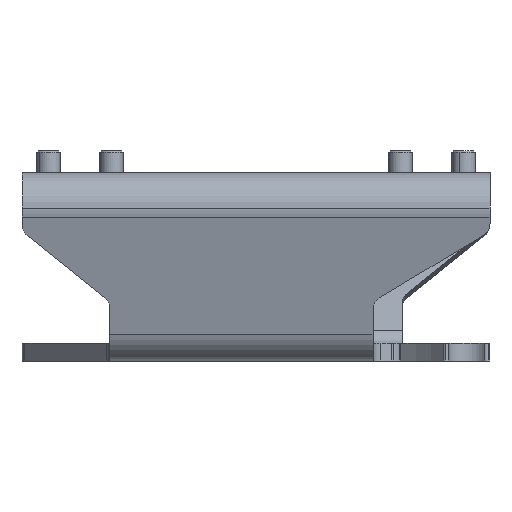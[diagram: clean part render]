
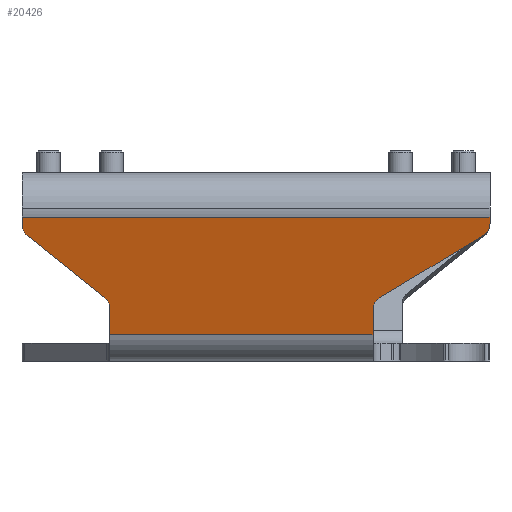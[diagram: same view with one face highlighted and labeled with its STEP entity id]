
A CAD part, front view. The second image highlights one B-rep face of the part: STEP entity #20426.
In plain terms, the highlighted planar face has unit normal (0, -0.966, -0.259).
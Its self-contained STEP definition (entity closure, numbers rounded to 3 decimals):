
#301 = CIRCLE ( 'NONE', #25123, 5. ) ;
#424 = DIRECTION ( 'NONE',  ( 0., -0.259, 0.966 ) ) ;
#546 = ORIENTED_EDGE ( 'NONE', *, *, #14758, .F. ) ;
#1538 = EDGE_CURVE ( 'NONE', #9271, #20039, #24777, .T. ) ;
#2035 = EDGE_CURVE ( 'NONE', #5761, #13255, #4439, .T. ) ;
#2923 = CARTESIAN_POINT ( 'NONE',  ( -50., -138., 4.8 ) ) ;
#3212 = VERTEX_POINT ( 'NONE', #36375 ) ;
#3307 = LINE ( 'NONE', #2923, #17800 ) ;
#3427 = EDGE_CURVE ( 'NONE', #9271, #3212, #16410, .T. ) ;
#3452 = LINE ( 'NONE', #36932, #17943 ) ;
#3602 = CIRCLE ( 'NONE', #20623, 5. ) ;
#3603 = VECTOR ( 'NONE', #37084, 1000. ) ;
#4439 = LINE ( 'NONE', #20402, #28152 ) ;
#5761 = VERTEX_POINT ( 'NONE', #31012 ) ;
#6027 = CARTESIAN_POINT ( 'NONE',  ( 80., -133.376, -12.459 ) ) ;
#6501 = ORIENTED_EDGE ( 'NONE', *, *, #36569, .T. ) ;
#7433 = ORIENTED_EDGE ( 'NONE', *, *, #10775, .T. ) ;
#7508 = LINE ( 'NONE', #24626, #14776 ) ;
#7820 = DIRECTION ( 'NONE',  ( 0., -0.966, -0.259 ) ) ;
#8118 = AXIS2_PLACEMENT_3D ( 'NONE', #18038, #17907, #30239 ) ;
#8173 = VECTOR ( 'NONE', #23150, 1000. ) ;
#8255 = CARTESIAN_POINT ( 'NONE',  ( 75., -133.376, -12.459 ) ) ;
#8426 = CARTESIAN_POINT ( 'NONE',  ( -50., -123.154, -50.606 ) ) ;
#8597 = CARTESIAN_POINT ( 'NONE',  ( 45., -125.471, -41.96 ) ) ;
#8972 = CARTESIAN_POINT ( 'NONE',  ( 40., -125.471, -41.96 ) ) ;
#9002 = AXIS2_PLACEMENT_3D ( 'NONE', #28177, #18965, #424 ) ;
#9271 = VERTEX_POINT ( 'NONE', #21848 ) ;
#9915 = DIRECTION ( 'NONE',  ( 0., 0.259, -0.966 ) ) ;
#10775 = EDGE_CURVE ( 'NONE', #38138, #38325, #38160, .T. ) ;
#11064 = DIRECTION ( 'NONE',  ( -0.848, 0.137, -0.512 ) ) ;
#11344 = DIRECTION ( 'NONE',  ( 0., -0.259, 0.966 ) ) ;
#11513 = CARTESIAN_POINT ( 'NONE',  ( -80., -133.264, -12.873 ) ) ;
#11700 = DIRECTION ( 'NONE',  ( 0., -0.259, 0.966 ) ) ;
#12874 = ORIENTED_EDGE ( 'NONE', *, *, #1538, .T. ) ;
#13166 = CARTESIAN_POINT ( 'NONE',  ( 80., -138., 4.8 ) ) ;
#13255 = VERTEX_POINT ( 'NONE', #31644 ) ;
#13477 = EDGE_CURVE ( 'NONE', #5761, #31964, #3602, .T. ) ;
#13755 = CARTESIAN_POINT ( 'NONE',  ( -80., -133.952, -10.306 ) ) ;
#14650 = CARTESIAN_POINT ( 'NONE',  ( -90.15, -134.848, -6.965 ) ) ;
#14758 = EDGE_CURVE ( 'NONE', #38138, #39182, #7508, .T. ) ;
#14776 = VECTOR ( 'NONE', #18556, 1000. ) ;
#15265 = EDGE_CURVE ( 'NONE', #26589, #30179, #28282, .T. ) ;
#15664 = ORIENTED_EDGE ( 'NONE', *, *, #22784, .T. ) ;
#15841 = PLANE ( 'NONE',  #9002 ) ;
#16273 = LINE ( 'NONE', #13166, #22553 ) ;
#16410 = LINE ( 'NONE', #14650, #8173 ) ;
#16449 = VERTEX_POINT ( 'NONE', #8972 ) ;
#16768 = FACE_OUTER_BOUND ( 'NONE', #23519, .T. ) ;
#17123 = ORIENTED_EDGE ( 'NONE', *, *, #33784, .F. ) ;
#17800 = VECTOR ( 'NONE', #27670, 1000. ) ;
#17907 = DIRECTION ( 'NONE',  ( 0., 0.966, 0.259 ) ) ;
#17943 = VECTOR ( 'NONE', #40056, 1000. ) ;
#18038 = CARTESIAN_POINT ( 'NONE',  ( -55., -125.582, -41.546 ) ) ;
#18556 = DIRECTION ( 'NONE',  ( 1., 0., 0. ) ) ;
#18965 = DIRECTION ( 'NONE',  ( 0., -0.966, -0.259 ) ) ;
#19477 = EDGE_CURVE ( 'NONE', #26589, #20039, #3307, .T. ) ;
#20039 = VERTEX_POINT ( 'NONE', #37782 ) ;
#20098 = CARTESIAN_POINT ( 'NONE',  ( 40., -123.154, -50.606 ) ) ;
#20402 = CARTESIAN_POINT ( 'NONE',  ( -25.78, -115.547, -78.995 ) ) ;
#20426 = ADVANCED_FACE ( 'NONE', ( #16768 ), #15841, .T. ) ;
#20623 = AXIS2_PLACEMENT_3D ( 'NONE', #8255, #29900, #11344 ) ;
#21391 = CARTESIAN_POINT ( 'NONE',  ( -80., -123.154, -50.606 ) ) ;
#21848 = CARTESIAN_POINT ( 'NONE',  ( -51.799, -126.576, -37.835 ) ) ;
#22553 = VECTOR ( 'NONE', #31696, 1000. ) ;
#22784 = EDGE_CURVE ( 'NONE', #38325, #3212, #24947, .T. ) ;
#23150 = DIRECTION ( 'NONE',  ( -0.768, -0.166, 0.618 ) ) ;
#23519 = EDGE_LOOP ( 'NONE', ( #7433, #15664, #34125, #12874, #38025, #38989, #17123, #6501, #40058, #36376, #27478, #546 ) ) ;
#24626 = CARTESIAN_POINT ( 'NONE',  ( -80., -133.952, -10.306 ) ) ;
#24777 = CIRCLE ( 'NONE', #8118, 5. ) ;
#24947 = CIRCLE ( 'NONE', #37116, 5. ) ;
#25123 = AXIS2_PLACEMENT_3D ( 'NONE', #8597, #30258, #11700 ) ;
#26331 = CARTESIAN_POINT ( 'NONE',  ( -75., -133.264, -12.873 ) ) ;
#26589 = VERTEX_POINT ( 'NONE', #8426 ) ;
#27478 = ORIENTED_EDGE ( 'NONE', *, *, #32156, .F. ) ;
#27670 = DIRECTION ( 'NONE',  ( 0., -0.259, 0.966 ) ) ;
#28152 = VECTOR ( 'NONE', #11064, 1000. ) ;
#28177 = CARTESIAN_POINT ( 'NONE',  ( -80., -138., 4.8 ) ) ;
#28282 = LINE ( 'NONE', #21391, #3603 ) ;
#28777 = CARTESIAN_POINT ( 'NONE',  ( 80., -133.952, -10.306 ) ) ;
#29478 = DIRECTION ( 'NONE',  ( 0., -0.259, 0.966 ) ) ;
#29900 = DIRECTION ( 'NONE',  ( 0., -0.966, -0.259 ) ) ;
#30179 = VERTEX_POINT ( 'NONE', #20098 ) ;
#30239 = DIRECTION ( 'NONE',  ( 0., -0.259, 0.966 ) ) ;
#30258 = DIRECTION ( 'NONE',  ( 0., 0.966, 0.259 ) ) ;
#31012 = CARTESIAN_POINT ( 'NONE',  ( 77.65, -132.278, -16.554 ) ) ;
#31644 = CARTESIAN_POINT ( 'NONE',  ( 42.35, -126.568, -37.865 ) ) ;
#31696 = DIRECTION ( 'NONE',  ( 0., 0.259, -0.966 ) ) ;
#31964 = VERTEX_POINT ( 'NONE', #6027 ) ;
#32156 = EDGE_CURVE ( 'NONE', #39182, #31964, #16273, .T. ) ;
#33784 = EDGE_CURVE ( 'NONE', #16449, #30179, #3452, .T. ) ;
#34125 = ORIENTED_EDGE ( 'NONE', *, *, #3427, .F. ) ;
#36375 = CARTESIAN_POINT ( 'NONE',  ( -78.201, -132.27, -16.584 ) ) ;
#36376 = ORIENTED_EDGE ( 'NONE', *, *, #13477, .T. ) ;
#36569 = EDGE_CURVE ( 'NONE', #16449, #13255, #301, .T. ) ;
#36932 = CARTESIAN_POINT ( 'NONE',  ( 40., -138., 4.8 ) ) ;
#37084 = DIRECTION ( 'NONE',  ( 1., 0., 0. ) ) ;
#37116 = AXIS2_PLACEMENT_3D ( 'NONE', #26331, #7820, #29478 ) ;
#37666 = CARTESIAN_POINT ( 'NONE',  ( -80., -138., 4.8 ) ) ;
#37706 = VECTOR ( 'NONE', #9915, 1000. ) ;
#37782 = CARTESIAN_POINT ( 'NONE',  ( -50., -125.582, -41.546 ) ) ;
#38025 = ORIENTED_EDGE ( 'NONE', *, *, #19477, .F. ) ;
#38138 = VERTEX_POINT ( 'NONE', #13755 ) ;
#38160 = LINE ( 'NONE', #37666, #37706 ) ;
#38325 = VERTEX_POINT ( 'NONE', #11513 ) ;
#38989 = ORIENTED_EDGE ( 'NONE', *, *, #15265, .T. ) ;
#39182 = VERTEX_POINT ( 'NONE', #28777 ) ;
#40056 = DIRECTION ( 'NONE',  ( 0., 0.259, -0.966 ) ) ;
#40058 = ORIENTED_EDGE ( 'NONE', *, *, #2035, .F. ) ;
